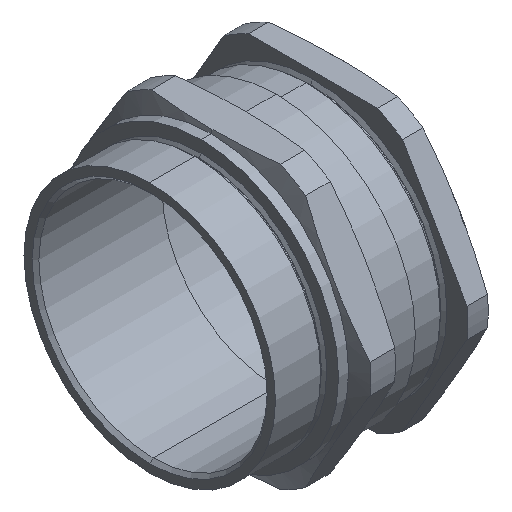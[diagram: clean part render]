
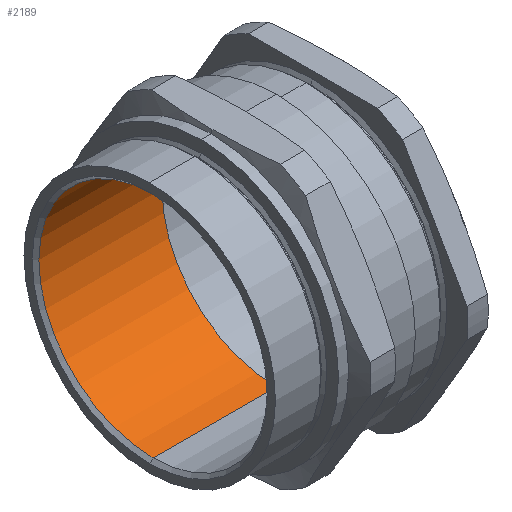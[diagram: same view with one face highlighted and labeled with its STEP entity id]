
A CAD part, isometric view. The second image highlights one B-rep face of the part: STEP entity #2189.
In plain terms, the highlighted cylindrical face has radius 34.05 mm (diameter 68.1 mm), a partial arc.
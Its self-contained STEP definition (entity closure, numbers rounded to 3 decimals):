
#15 = VERTEX_POINT ( 'NONE', #1698 ) ;
#110 = DIRECTION ( 'NONE',  ( -1., 0., 0. ) ) ;
#115 = DIRECTION ( 'NONE',  ( 0., 0., 1. ) ) ;
#142 = LINE ( 'NONE', #1529, #525 ) ;
#214 = EDGE_CURVE ( 'NONE', #1855, #1035, #420, .T. ) ;
#255 = VECTOR ( 'NONE', #2034, 1000. ) ;
#263 = CARTESIAN_POINT ( 'NONE',  ( 37.7, 0., -34.05 ) ) ;
#265 = ORIENTED_EDGE ( 'NONE', *, *, #1800, .F. ) ;
#420 = CIRCLE ( 'NONE', #711, 34.05 ) ;
#525 = VECTOR ( 'NONE', #1832, 1000. ) ;
#578 = DIRECTION ( 'NONE',  ( -1., 0., 0. ) ) ;
#599 = DIRECTION ( 'NONE',  ( 0., 0., -1. ) ) ;
#663 = EDGE_CURVE ( 'NONE', #15, #1855, #142, .T. ) ;
#711 = AXIS2_PLACEMENT_3D ( 'NONE', #1088, #578, #599 ) ;
#777 = ORIENTED_EDGE ( 'NONE', *, *, #663, .T. ) ;
#827 = FACE_OUTER_BOUND ( 'NONE', #1725, .T. ) ;
#946 = DIRECTION ( 'NONE',  ( 0., 0., -1. ) ) ;
#1035 = VERTEX_POINT ( 'NONE', #1653 ) ;
#1088 = CARTESIAN_POINT ( 'NONE',  ( 1., 0., 0. ) ) ;
#1100 = AXIS2_PLACEMENT_3D ( 'NONE', #1795, #1966, #946 ) ;
#1153 = LINE ( 'NONE', #1837, #255 ) ;
#1174 = CYLINDRICAL_SURFACE ( 'NONE', #1617, 34.05 ) ;
#1193 = ORIENTED_EDGE ( 'NONE', *, *, #1835, .F. ) ;
#1529 = CARTESIAN_POINT ( 'NONE',  ( 37.701, 0., 34.05 ) ) ;
#1617 = AXIS2_PLACEMENT_3D ( 'NONE', #1774, #110, #115 ) ;
#1630 = VERTEX_POINT ( 'NONE', #263 ) ;
#1653 = CARTESIAN_POINT ( 'NONE',  ( 1., 0., -34.05 ) ) ;
#1698 = CARTESIAN_POINT ( 'NONE',  ( 37.7, 0., 34.05 ) ) ;
#1725 = EDGE_LOOP ( 'NONE', ( #1193, #265, #777, #2128 ) ) ;
#1774 = CARTESIAN_POINT ( 'NONE',  ( 37.701, 0., 0. ) ) ;
#1795 = CARTESIAN_POINT ( 'NONE',  ( 37.7, 0., 0. ) ) ;
#1800 = EDGE_CURVE ( 'NONE', #15, #1630, #1989, .T. ) ;
#1832 = DIRECTION ( 'NONE',  ( -1., 0., 0. ) ) ;
#1835 = EDGE_CURVE ( 'NONE', #1630, #1035, #1153, .T. ) ;
#1837 = CARTESIAN_POINT ( 'NONE',  ( 37.701, 0., -34.05 ) ) ;
#1855 = VERTEX_POINT ( 'NONE', #2027 ) ;
#1966 = DIRECTION ( 'NONE',  ( -1., 0., 0. ) ) ;
#1989 = CIRCLE ( 'NONE', #1100, 34.05 ) ;
#2027 = CARTESIAN_POINT ( 'NONE',  ( 1., 0., 34.05 ) ) ;
#2034 = DIRECTION ( 'NONE',  ( -1., 0., 0. ) ) ;
#2128 = ORIENTED_EDGE ( 'NONE', *, *, #214, .T. ) ;
#2189 = ADVANCED_FACE ( 'NONE', ( #827 ), #1174, .F. ) ;
